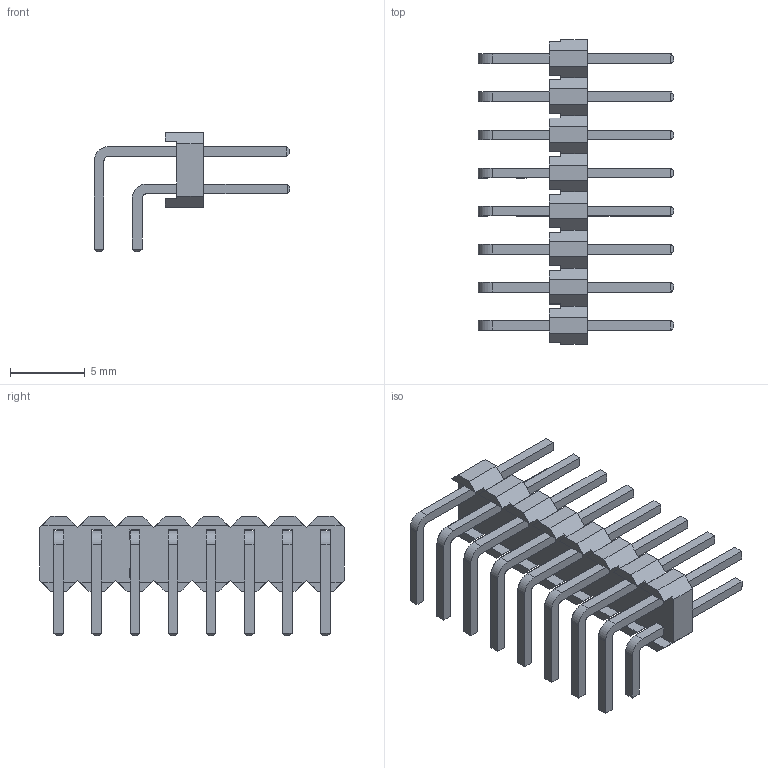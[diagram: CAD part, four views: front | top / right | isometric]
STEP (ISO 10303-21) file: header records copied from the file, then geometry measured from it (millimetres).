
FILE_DESCRIPTION (( 'STEP AP214' ), '1' );
FILE_NAME ('PLD-16R.STEP', '2016-09-21T15:11:03', ( '砐錪賧瘔蠈錪 Windows' ), ( '' ), 'SwSTEP 2.0', 'SolidWorks 2012', '' );
FILE_SCHEMA (( 'AUTOMOTIVE_DESIGN' ));
Length unit declared in the file: millimetre
Products named in the file (4): PLD_R_PIN_BIG; PLD-R-PIN; PLD-16 plastic; PLD-16R
Assembly tree (17 placements, depth 2):
  PLD-16R
    PLD-16 plastic
    PLD-R-PIN  x8
    PLD_R_PIN_BIG  x8
Bounding box: 13.04 x 20.32 x 7.95 mm (x, y, z)
Volume: 275.2 mm3; surface area: 1108.4 mm2
Topology: 17 solids, 17 shells, 464 faces, 1141 edges, 718 vertices
Faces by surface type: plane 432, cylinder 32
Entity records: 9227 total; most frequent: CARTESIAN_POINT 1195, ORIENTED_EDGE 1162, DIRECTION 1053, EDGE_CURVE 581, VECTOR 573, LINE 573, VERTEX_POINT 382, EDGE_LOOP 251
